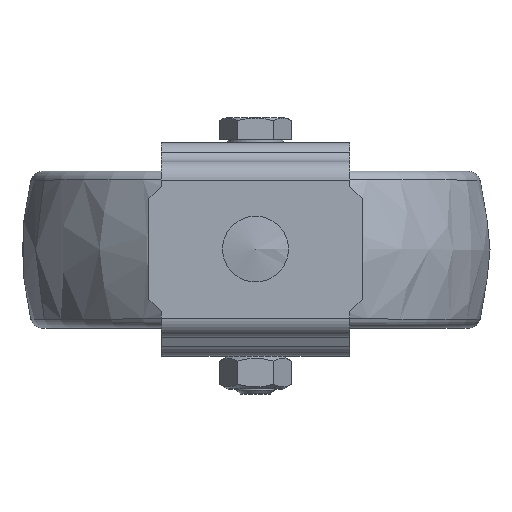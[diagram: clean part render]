
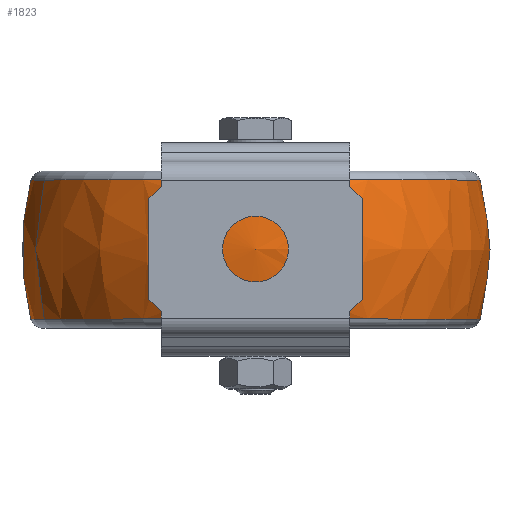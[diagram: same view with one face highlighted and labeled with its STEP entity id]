
A CAD part, top view. The second image highlights one B-rep face of the part: STEP entity #1823.
In plain terms, the highlighted spherical face has radius 37.5 mm.
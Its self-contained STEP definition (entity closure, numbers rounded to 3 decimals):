
#1789=CARTESIAN_POINT('',(-11.092,35.822,0.0));
#1790=VERTEX_POINT('',#1789);
#1791=CARTESIAN_POINT('',(-11.092,0.0,0.0));
#1792=DIRECTION('',(1.0,0.0,0.0));
#1793=DIRECTION('',(0.0,1.0,0.0));
#1794=AXIS2_PLACEMENT_3D('',#1791,#1792,#1793);
#1795=CIRCLE('',#1794,35.822);
#1796=EDGE_CURVE('',#1790,#1790,#1795,.T.);
#1804=CARTESIAN_POINT('',(0.0,0.0,0.0));
#1805=DIRECTION('',(0.0,0.0,1.0));
#1806=DIRECTION('',(1.0,0.0,0.0));
#1807=AXIS2_PLACEMENT_3D('',#1804,#1805,#1806);
#1808=SPHERICAL_SURFACE('',#1807,37.5);
#1809=CARTESIAN_POINT('',(11.092,35.822,0.0));
#1810=VERTEX_POINT('',#1809);
#1811=CARTESIAN_POINT('',(11.092,0.0,0.0));
#1812=DIRECTION('',(1.0,0.0,0.0));
#1813=DIRECTION('',(0.0,1.0,0.0));
#1814=AXIS2_PLACEMENT_3D('',#1811,#1812,#1813);
#1815=CIRCLE('',#1814,35.822);
#1816=EDGE_CURVE('',#1810,#1810,#1815,.T.);
#1817=ORIENTED_EDGE('',*,*,#1816,.F.);
#1818=EDGE_LOOP('',(#1817));
#1819=FACE_OUTER_BOUND('',#1818,.T.);
#1820=ORIENTED_EDGE('',*,*,#1796,.T.);
#1821=EDGE_LOOP('',(#1820));
#1822=FACE_BOUND('',#1821,.T.);
#1823=ADVANCED_FACE('',(#1819,#1822),#1808,.T.);
